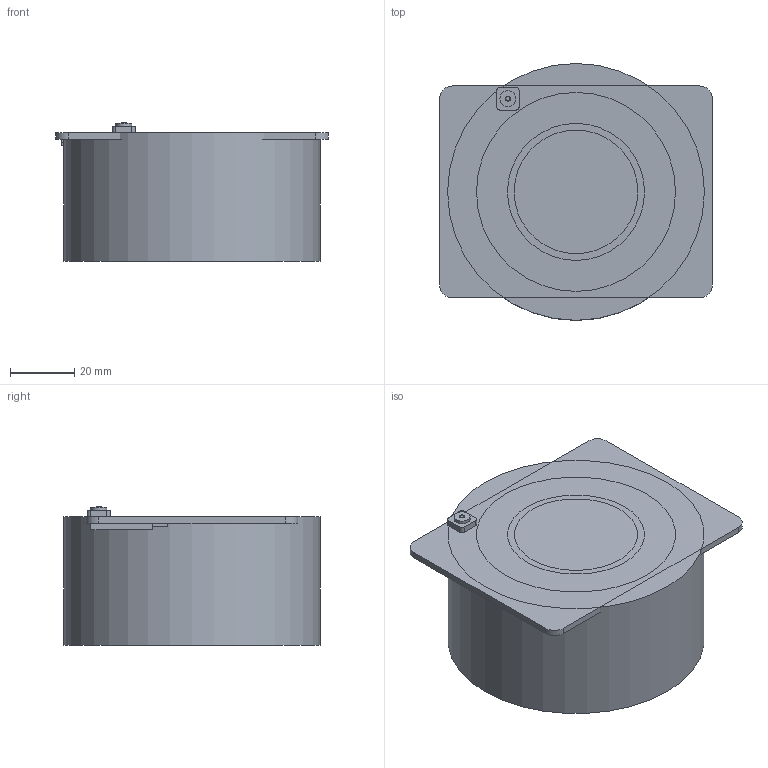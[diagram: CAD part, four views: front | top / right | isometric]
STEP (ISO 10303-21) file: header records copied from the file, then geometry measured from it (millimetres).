
FILE_DESCRIPTION(/* description */ (''),/* implementation_level */ '2;1');
FILE_NAME(/* name */ 'Femto v4.stp',/* time_stamp */ '2025-11-06T17:58:21-03:00',/* author */ ('SPEL'),/* organization */ (''),/* preprocessor_version */ 'ST-DEVELOPER v20.1',/* originating_system */ 'Autodesk Inventor 2026',/* authorisation */ '');
FILE_SCHEMA (('AUTOMOTIVE_DESIGN { 1 0 10303 214 3 1 1 }'));
Length unit declared in the file: millimetre
Products named in the file (1): PCB
Bounding box: 85 x 80 x 43.1 mm (x, y, z)
Volume: 206764.9 mm3; surface area: 46958.2 mm2
Topology: 5 solids, 5 shells, 46 faces, 96 edges, 64 vertices
Faces by surface type: plane 30, cylinder 15, torus 1
Full cylindrical faces by diameter (mm): 5 x1, 38.5 x2, 42.7 x2, 62 x1, 80 x1
Entity records: 1377 total; most frequent: DIRECTION 223, CARTESIAN_POINT 207, ORIENTED_EDGE 192, EDGE_CURVE 96, AXIS2_PLACEMENT_3D 80, VERTEX_POINT 64, LINE 63, VECTOR 63
